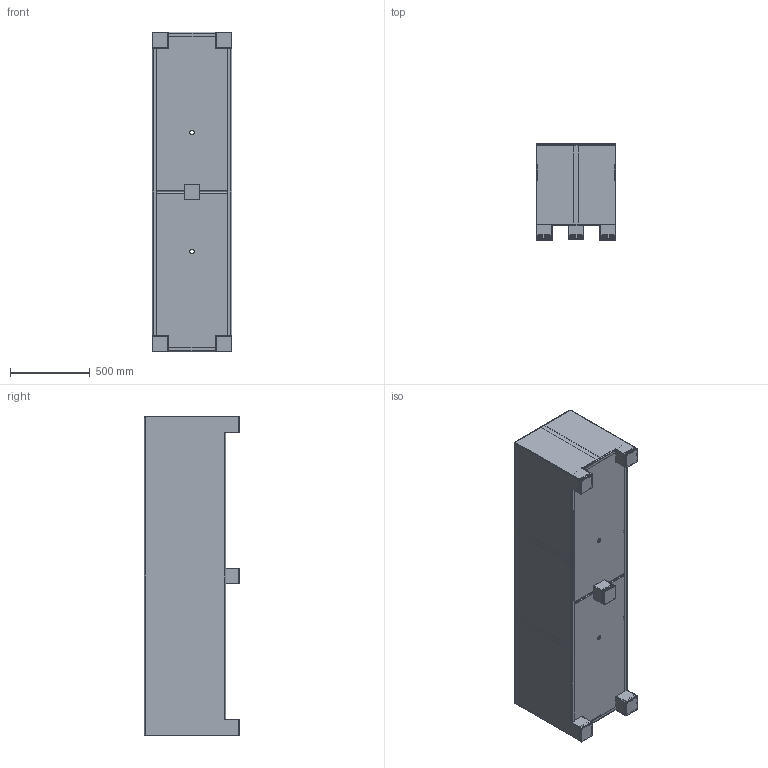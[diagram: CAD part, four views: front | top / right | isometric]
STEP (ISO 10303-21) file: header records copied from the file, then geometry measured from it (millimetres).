
FILE_DESCRIPTION (( 'STEP AP214' ), '1' );
FILE_NAME ('VS22.STEP', '2021-09-14T12:15:30', ( '' ), ( '' ), 'SwSTEP 2.0', 'SolidWorks 2021', '' );
FILE_SCHEMA (( 'AUTOMOTIVE_DESIGN' ));
Length unit declared in the file: millimetre
Products named in the file (11): VS22 u profile 600; Plastic feet 100x100; VS22 bottomplate 2_Domyslna; VS22 bok 2 ; VS22 bottomplate 1_Domyslna; VS22 bok 1; VS22 centerfoot_Default<As Machined>; VS22 folded foot; VS22 Corner strip_Domyslna; VS22 reinforcement; VS22
Assembly tree (28 placements, depth 2):
  VS22
    VS22 bok 1  x2
    VS22 bok 2   x2
    VS22 centerfoot_Default<As Machined>
    VS22 folded foot  x4
    VS22 Corner strip_Domyslna  x4
    VS22 u profile 600  x6
    VS22 bottomplate 2_Domyslna
    VS22 bottomplate 1_Domyslna
    VS22 reinforcement  x2
    Plastic feet 100x100  x5
Bounding box: 500 x 600 x 2000 mm (x, y, z)
Volume: 17126048.7 mm3; surface area: 8727644.4 mm2
Topology: 28 solids, 28 shells, 1050 faces, 2584 edges, 1620 vertices
Faces by surface type: plane 674, cylinder 348, sphere 20, bspline 8
Entity records: 9718 total; most frequent: CARTESIAN_POINT 1673, DIRECTION 1630, ORIENTED_EDGE 1512, EDGE_CURVE 756, AXIS2_PLACEMENT_3D 553, LINE 524, VECTOR 524, VERTEX_POINT 476
